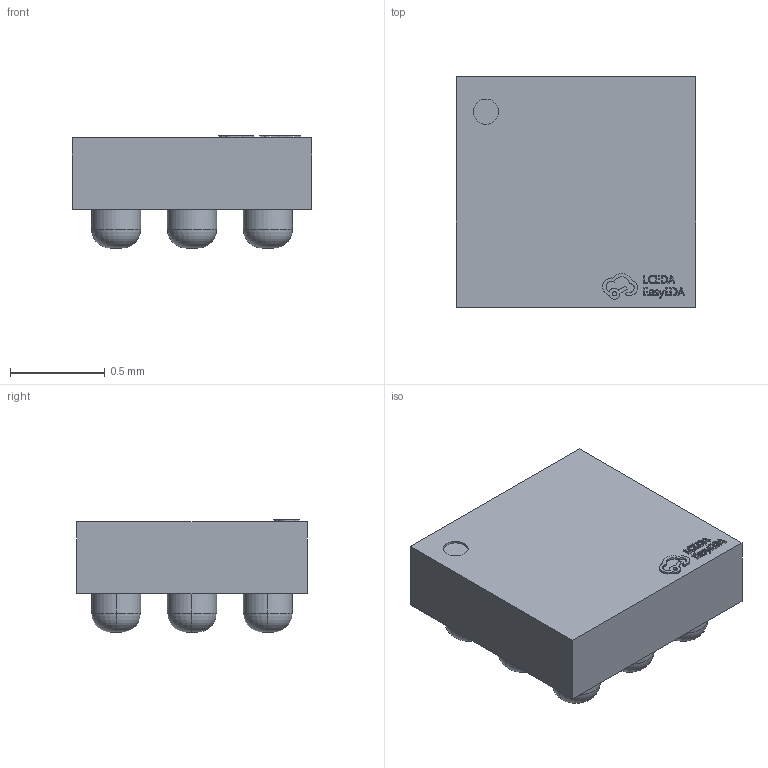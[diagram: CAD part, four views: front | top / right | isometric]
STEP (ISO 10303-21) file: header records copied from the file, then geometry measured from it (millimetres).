
FILE_DESCRIPTION (( 'STEP AP214' ), '1' );
FILE_NAME ('WLCSP-9_L1.3-W1.2-R3-C3-P0.40-TL.step', '2022-06-20T11:44:58', ( '' ), ( '' ), 'SwSTEP 2.0', 'SolidWorks 2020', '' );
FILE_SCHEMA (( 'AUTOMOTIVE_DESIGN' ));
Length unit declared in the file: millimetre
Products named in the file (1): WLCSP-9_L1.3-W1.2-R3-C3-P0.40-TL
Bounding box: 1.26 x 1.22 x 0.59 mm (x, y, z)
Volume: 0.7 mm3; surface area: 6.2 mm2
Topology: 1 solids, 1 shells, 338 faces, 882 edges, 582 vertices
Faces by surface type: plane 186, bspline 114, cylinder 20, torus 18
Entity records: 14230 total; most frequent: CARTESIAN_POINT 4165, ORIENTED_EDGE 1764, DIRECTION 1176, EDGE_CURVE 882, VERTEX_POINT 582, LINE 574, VECTOR 574, EDGE_LOOP 374
